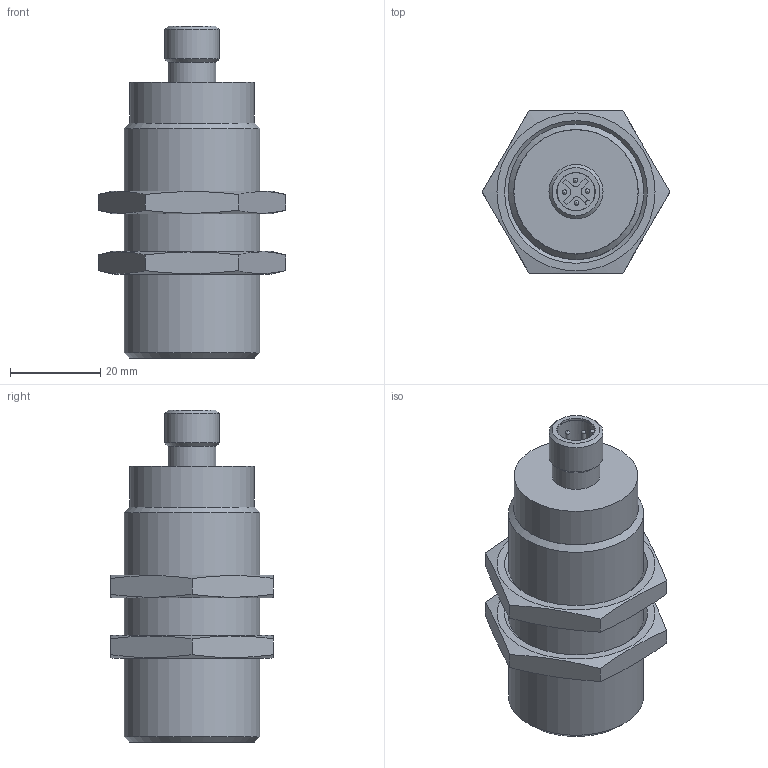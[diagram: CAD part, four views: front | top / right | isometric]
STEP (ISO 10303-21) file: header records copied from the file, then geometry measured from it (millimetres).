
FILE_DESCRIPTION(/* description */ (''),/* implementation_level */ '2;1');
FILE_NAME(/* name */ 'IB300026.stp',/* time_stamp */ '2016-10-04T10:27:17+02:00',/* author */ ('mitarbeiter'),/* organization */ (''),/* preprocessor_version */ 'ST-DEVELOPER v15.2',/* originating_system */ 'Autodesk Inventor 2014',/* authorisation */ '');
FILE_SCHEMA (('AUTOMOTIVE_DESIGN { 1 0 10303 214 3 1 1 }'));
Length unit declared in the file: millimetre
Products named in the file (3): IB300026; M30x1,5 Mutter
Bounding box: 41.51 x 35.95 x 73.5 mm (x, y, z)
Volume: 46636.3 mm3; surface area: 11360 mm2
Topology: 3 solids, 3 shells, 76 faces, 183 edges, 118 vertices
Faces by surface type: plane 39, cylinder 20, cone 13, sphere 4
Full cylindrical faces by diameter (mm): 1 x4, 8.5 x1, 10.6 x1, 12 x1, 27 x1, 27.1 x1, 27.5 x1, 30 x3
Entity records: 1684 total; most frequent: CARTESIAN_POINT 296, DIRECTION 290, ORIENTED_EDGE 232, AXIS2_PLACEMENT_3D 117, EDGE_CURVE 116, EDGE_LOOP 95, VERTEX_POINT 87, FACE_OUTER_BOUND 63
